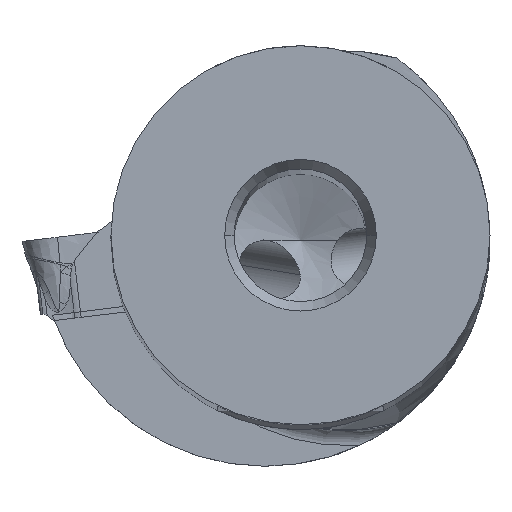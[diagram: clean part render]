
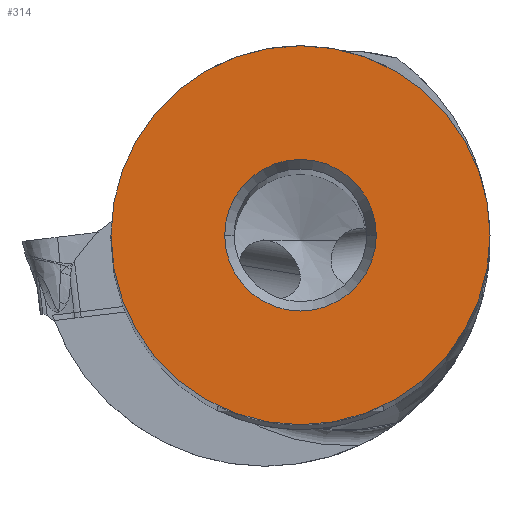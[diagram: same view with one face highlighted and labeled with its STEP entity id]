
A CAD part, top view. The second image highlights one B-rep face of the part: STEP entity #314.
In plain terms, the highlighted planar face has unit normal (0, 0, 1).
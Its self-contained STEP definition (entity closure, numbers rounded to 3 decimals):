
#48=FACE_BOUND('',#729,.T.);
#49=FACE_BOUND('',#730,.T.);
#314=ADVANCED_FACE('',(#48,#49),#421,.T.);
#421=PLANE('',#3765);
#729=EDGE_LOOP('',(#1359,#1360));
#730=EDGE_LOOP('',(#1361,#1362));
#1359=ORIENTED_EDGE('',*,*,#2541,.T.);
#1360=ORIENTED_EDGE('',*,*,#2548,.T.);
#1361=ORIENTED_EDGE('',*,*,#2553,.T.);
#1362=ORIENTED_EDGE('',*,*,#2554,.T.);
#2089=VERTEX_POINT('',#10124);
#2090=VERTEX_POINT('',#10125);
#2099=VERTEX_POINT('',#10148);
#2100=VERTEX_POINT('',#10149);
#2541=EDGE_CURVE('',#2089,#2090,#3131,.T.);
#2548=EDGE_CURVE('',#2090,#2089,#3132,.T.);
#2553=EDGE_CURVE('',#2099,#2100,#3133,.T.);
#2554=EDGE_CURVE('',#2100,#2099,#3134,.T.);
#3131=CIRCLE('',#3755,10.);
#3132=CIRCLE('',#3759,10.);
#3133=CIRCLE('',#3763,4.);
#3134=CIRCLE('',#3764,4.);
#3755=AXIS2_PLACEMENT_3D('',#10123,#4173,#4174);
#3759=AXIS2_PLACEMENT_3D('',#10137,#4185,#4186);
#3763=AXIS2_PLACEMENT_3D('',#10147,#4195,#4196);
#3764=AXIS2_PLACEMENT_3D('',#10150,#4197,#4198);
#3765=AXIS2_PLACEMENT_3D('',#10151,#4199,#4200);
#4173=DIRECTION('',(0.,0.,1.));
#4174=DIRECTION('',(-1.,0.,0.));
#4185=DIRECTION('',(0.,0.,1.));
#4186=DIRECTION('',(1.,0.,0.));
#4195=DIRECTION('',(0.,0.,-1.));
#4196=DIRECTION('',(-1.,0.,0.));
#4197=DIRECTION('',(0.,0.,-1.));
#4198=DIRECTION('',(1.,0.,0.));
#4199=DIRECTION('',(0.,0.,1.));
#4200=DIRECTION('',(1.,0.,0.));
#10123=CARTESIAN_POINT('',(0.,0.,0.));
#10124=CARTESIAN_POINT('',(-10.,0.,0.));
#10125=CARTESIAN_POINT('',(10.,0.,0.));
#10137=CARTESIAN_POINT('',(0.,0.,0.));
#10147=CARTESIAN_POINT('',(0.,0.,0.));
#10148=CARTESIAN_POINT('',(-4.,0.,0.));
#10149=CARTESIAN_POINT('',(4.,0.,0.));
#10150=CARTESIAN_POINT('',(0.,0.,0.));
#10151=CARTESIAN_POINT('',(0.,0.,0.));
